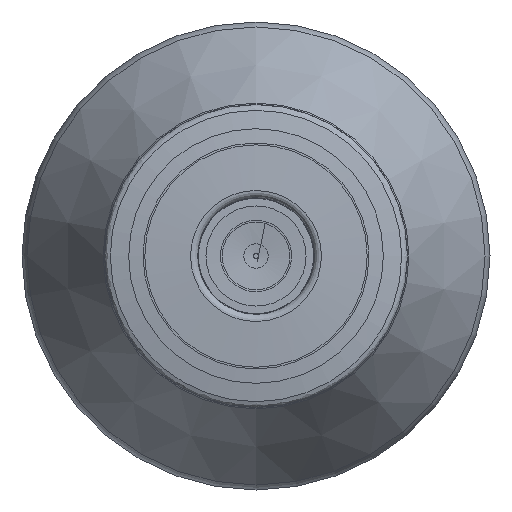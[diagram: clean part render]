
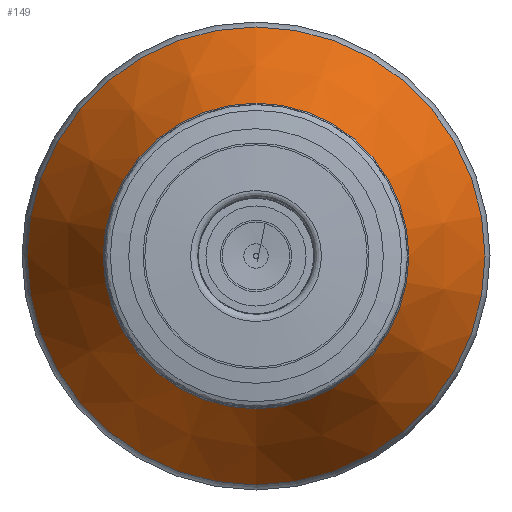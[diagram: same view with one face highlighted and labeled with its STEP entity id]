
A CAD part, left-side view. The second image highlights one B-rep face of the part: STEP entity #149.
In plain terms, the highlighted conical face has half-angle 28.443 degrees and reference radius 16.638 mm.
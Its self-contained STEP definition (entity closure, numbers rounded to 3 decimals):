
#134=CONICAL_SURFACE('',#589,16.638,28.443);
#149=ADVANCED_FACE('',(#211,#212),#134,.T.);
#211=FACE_BOUND('',#292,.T.);
#212=FACE_BOUND('',#293,.T.);
#292=EDGE_LOOP('',(#376));
#293=EDGE_LOOP('',(#377));
#376=ORIENTED_EDGE('',*,*,#490,.T.);
#377=ORIENTED_EDGE('',*,*,#489,.F.);
#447=VERTEX_POINT('',#819);
#448=VERTEX_POINT('',#822);
#489=EDGE_CURVE('',#447,#447,#531,.T.);
#490=EDGE_CURVE('',#448,#448,#532,.T.);
#531=CIRCLE('',#586,16.638);
#532=CIRCLE('',#588,11.104);
#586=AXIS2_PLACEMENT_3D('',#818,#675,#676);
#588=AXIS2_PLACEMENT_3D('',#821,#679,#680);
#589=AXIS2_PLACEMENT_3D('',#823,#681,#682);
#675=DIRECTION('',(1.,0.,0.));
#676=DIRECTION('',(0.,0.,1.));
#679=DIRECTION('',(1.,0.,0.));
#680=DIRECTION('',(0.,0.,1.));
#681=DIRECTION('',(1.,0.,0.));
#682=DIRECTION('',(0.,0.,-1.));
#818=CARTESIAN_POINT('',(104.331,0.,0.));
#819=CARTESIAN_POINT('',(104.331,0.,16.638));
#821=CARTESIAN_POINT('',(94.114,0.,0.));
#822=CARTESIAN_POINT('',(94.114,0.,11.104));
#823=CARTESIAN_POINT('',(104.331,0.,0.));
